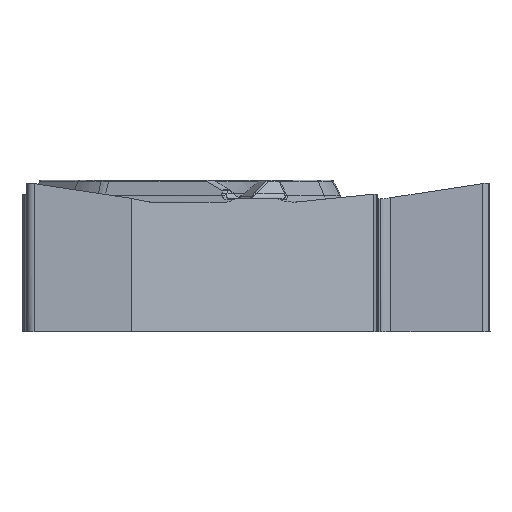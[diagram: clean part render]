
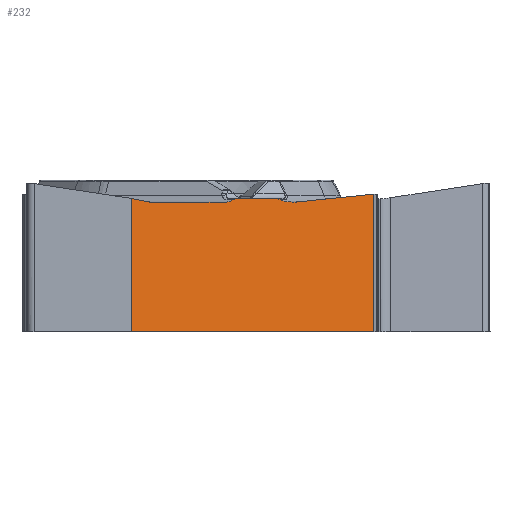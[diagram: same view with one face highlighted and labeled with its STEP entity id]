
A CAD part, front view. The second image highlights one B-rep face of the part: STEP entity #232.
In plain terms, the highlighted planar face has unit normal (0.5, -0.866, 0).
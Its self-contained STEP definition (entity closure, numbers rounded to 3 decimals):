
#232=ADVANCED_FACE('',(#498),#451,.F.);
#451=PLANE('',#3590);
#498=FACE_OUTER_BOUND('',#711,.T.);
#711=EDGE_LOOP('',(#1139,#1140,#1141,#1142,#1143,#1144,#1145,#1146,#1147,
#1148,#1149,#1150,#1151,#1152));
#936=CIRCLE('',#3589,0.32);
#1070=ELLIPSE('',#3585,0.64,0.32);
#1071=ELLIPSE('',#3586,0.3,0.15);
#1072=ELLIPSE('',#3587,0.177,0.15);
#1073=ELLIPSE('',#3588,0.377,0.32);
#1139=ORIENTED_EDGE('',*,*,#2498,.T.);
#1140=ORIENTED_EDGE('',*,*,#2499,.F.);
#1141=ORIENTED_EDGE('',*,*,#2500,.F.);
#1142=ORIENTED_EDGE('',*,*,#2501,.T.);
#1143=ORIENTED_EDGE('',*,*,#2502,.T.);
#1144=ORIENTED_EDGE('',*,*,#2503,.F.);
#1145=ORIENTED_EDGE('',*,*,#2504,.F.);
#1146=ORIENTED_EDGE('',*,*,#2505,.F.);
#1147=ORIENTED_EDGE('',*,*,#2506,.F.);
#1148=ORIENTED_EDGE('',*,*,#2507,.T.);
#1149=ORIENTED_EDGE('',*,*,#2508,.T.);
#1150=ORIENTED_EDGE('',*,*,#2509,.T.);
#1151=ORIENTED_EDGE('',*,*,#2510,.F.);
#1152=ORIENTED_EDGE('',*,*,#2511,.F.);
#2187=VERTEX_POINT('',#5079);
#2188=VERTEX_POINT('',#5080);
#2189=VERTEX_POINT('',#5082);
#2190=VERTEX_POINT('',#5084);
#2191=VERTEX_POINT('',#5086);
#2192=VERTEX_POINT('',#5088);
#2193=VERTEX_POINT('',#5096);
#2194=VERTEX_POINT('',#5098);
#2195=VERTEX_POINT('',#5100);
#2196=VERTEX_POINT('',#5102);
#2197=VERTEX_POINT('',#5104);
#2198=VERTEX_POINT('',#5106);
#2199=VERTEX_POINT('',#5108);
#2200=VERTEX_POINT('',#5110);
#2498=EDGE_CURVE('',#2187,#2188,#3022,.T.);
#2499=EDGE_CURVE('',#2189,#2188,#3023,.T.);
#2500=EDGE_CURVE('',#2190,#2189,#3024,.T.);
#2501=EDGE_CURVE('',#2190,#2191,#1070,.T.);
#2502=EDGE_CURVE('',#2191,#2192,#3025,.T.);
#2503=EDGE_CURVE('',#2193,#2192,#3438,.T.);
#2504=EDGE_CURVE('',#2194,#2193,#1071,.T.);
#2505=EDGE_CURVE('',#2195,#2194,#3026,.T.);
#2506=EDGE_CURVE('',#2196,#2195,#1072,.T.);
#2507=EDGE_CURVE('',#2196,#2197,#1073,.T.);
#2508=EDGE_CURVE('',#2197,#2198,#3027,.T.);
#2509=EDGE_CURVE('',#2198,#2199,#936,.T.);
#2510=EDGE_CURVE('',#2200,#2199,#3028,.T.);
#2511=EDGE_CURVE('',#2187,#2200,#3029,.T.);
#3022=LINE('',#5078,#3223);
#3023=LINE('',#5081,#3224);
#3024=LINE('',#5083,#3225);
#3025=LINE('',#5087,#3226);
#3026=LINE('',#5099,#3227);
#3027=LINE('',#5105,#3228);
#3028=LINE('',#5109,#3229);
#3029=LINE('',#5111,#3230);
#3223=VECTOR('',#3926,1.);
#3224=VECTOR('',#3927,1.);
#3225=VECTOR('',#3928,1.);
#3226=VECTOR('',#3931,1.);
#3227=VECTOR('',#3934,1.);
#3228=VECTOR('',#3939,1.);
#3229=VECTOR('',#3942,1.);
#3230=VECTOR('',#3943,1.);
#3438=B_SPLINE_CURVE_WITH_KNOTS('',3,(#5089,#5090,#5091,#5092,#5093,#5094,
#5095),.UNSPECIFIED.,.F.,.F.,(4,3,4),(0.,0.503,1.),
 .UNSPECIFIED.);
#3585=AXIS2_PLACEMENT_3D('',#5085,#3929,#3930);
#3586=AXIS2_PLACEMENT_3D('',#5097,#3932,#3933);
#3587=AXIS2_PLACEMENT_3D('',#5101,#3935,#3936);
#3588=AXIS2_PLACEMENT_3D('',#5103,#3937,#3938);
#3589=AXIS2_PLACEMENT_3D('',#5107,#3940,#3941);
#3590=AXIS2_PLACEMENT_3D('',#5112,#3944,#3945);
#3926=DIRECTION('',(0.866,0.5,0.));
#3927=DIRECTION('',(0.,0.,-1.));
#3928=DIRECTION('',(0.863,0.498,0.088));
#3929=DIRECTION('',(-0.5,0.866,0.));
#3930=DIRECTION('',(0.866,0.5,0.));
#3931=DIRECTION('',(-0.866,-0.5,0.));
#3932=DIRECTION('',(-0.5,0.866,0.));
#3933=DIRECTION('',(-0.866,-0.5,0.));
#3934=DIRECTION('',(0.866,0.5,0.));
#3935=DIRECTION('',(-0.5,0.866,0.));
#3936=DIRECTION('',(0.866,0.5,0.));
#3937=DIRECTION('',(-0.5,0.866,0.));
#3938=DIRECTION('',(0.866,0.5,0.));
#3939=DIRECTION('',(-0.866,-0.5,0.));
#3940=DIRECTION('',(-0.5,0.866,0.));
#3941=DIRECTION('',(0.,0.,-1.));
#3942=DIRECTION('',(0.853,0.492,-0.174));
#3943=DIRECTION('',(0.,0.,1.));
#3944=DIRECTION('',(-0.5,0.866,0.));
#3945=DIRECTION('',(0.,0.,-1.));
#5078=CARTESIAN_POINT('',(-0.367,-5.711,-3.97));
#5079=CARTESIAN_POINT('',(-1.808,-6.543,-3.97));
#5080=CARTESIAN_POINT('',(4.757,-2.753,-3.97));
#5081=CARTESIAN_POINT('',(4.757,-2.753,0.));
#5082=CARTESIAN_POINT('',(4.757,-2.753,-0.248));
#5083=CARTESIAN_POINT('',(-0.308,-5.677,-0.763));
#5084=CARTESIAN_POINT('',(2.718,-3.93,-0.455));
#5085=CARTESIAN_POINT('',(2.622,-3.986,-0.14));
#5086=CARTESIAN_POINT('',(2.622,-3.986,-0.46));
#5087=CARTESIAN_POINT('',(-0.367,-5.711,-0.46));
#5088=CARTESIAN_POINT('',(2.541,-4.032,-0.46));
#5089=CARTESIAN_POINT('',(2.225,-4.215,-0.4));
#5090=CARTESIAN_POINT('',(2.275,-4.186,-0.421));
#5091=CARTESIAN_POINT('',(2.328,-4.155,-0.436));
#5092=CARTESIAN_POINT('',(2.381,-4.124,-0.446));
#5093=CARTESIAN_POINT('',(2.434,-4.094,-0.455));
#5094=CARTESIAN_POINT('',(2.487,-4.063,-0.46));
#5095=CARTESIAN_POINT('',(2.541,-4.032,-0.46));
#5096=CARTESIAN_POINT('',(2.225,-4.215,-0.4));
#5097=CARTESIAN_POINT('',(2.07,-4.304,-0.52));
#5098=CARTESIAN_POINT('',(2.07,-4.304,-0.37));
#5099=CARTESIAN_POINT('',(5.129,-2.538,-0.37));
#5100=CARTESIAN_POINT('',(1.04,-4.899,-0.37));
#5101=CARTESIAN_POINT('',(1.04,-4.899,-0.52));
#5102=CARTESIAN_POINT('',(0.95,-4.951,-0.399));
#5103=CARTESIAN_POINT('',(0.757,-5.062,-0.14));
#5104=CARTESIAN_POINT('',(0.757,-5.062,-0.46));
#5105=CARTESIAN_POINT('',(5.129,-2.538,-0.46));
#5106=CARTESIAN_POINT('',(-1.311,-6.256,-0.46));
#5107=CARTESIAN_POINT('',(-1.311,-6.256,-0.14));
#5108=CARTESIAN_POINT('',(-1.359,-6.284,-0.455));
#5109=CARTESIAN_POINT('',(4.866,-2.69,-1.723));
#5110=CARTESIAN_POINT('',(-1.808,-6.543,-0.364));
#5111=CARTESIAN_POINT('',(-1.808,-6.543,0.));
#5112=CARTESIAN_POINT('',(-0.367,-5.711,0.));
